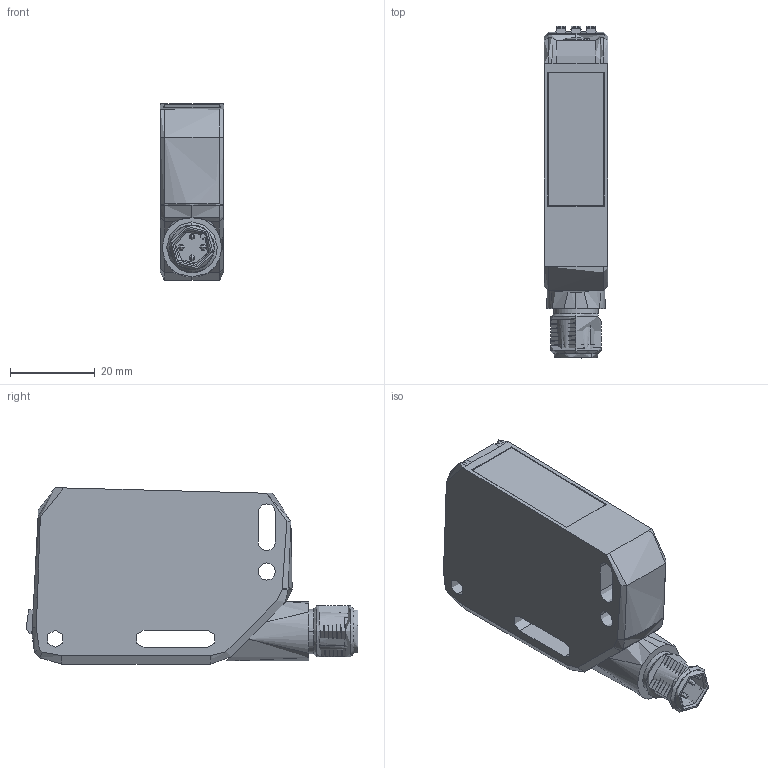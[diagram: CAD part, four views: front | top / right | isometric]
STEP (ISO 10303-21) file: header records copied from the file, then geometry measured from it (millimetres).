
FILE_DESCRIPTION((''),'2;1');
FILE_NAME('DM_CAD-5783','2018-04-20T',('creinig-se'),(''),'PRO/ENGINEER BY PARAMETRIC TECHNOLOGY CORPORATION, 2015440','PRO/ENGINEER BY PARAMETRIC TECHNOLOGY CORPORATION, 2015440','');
FILE_SCHEMA(('CONFIG_CONTROL_DESIGN'));
Length unit declared in the file: millimetre
Products named in the file (1): DM_CAD-5783
Bounding box: 15.1 x 78.51 x 41.71 mm (x, y, z)
Volume: 35581.9 mm3
Topology: 1 solids, 4 shells, 337 faces, 1374 edges, 1351 vertices
Faces by surface type: plane 128, cylinder 85, bspline 64, torus 22, cone 19, sphere 10, extrusion 9
Entity records: 25743 total; most frequent: CARTESIAN_POINT 7722, DIRECTION 1994, PRESENTATION_STYLE_ASSIGNMENT 1928, ORIENTED_EDGE 1826, STYLED_ITEM 1593, CURVE_STYLE 1497, EDGE_CURVE 913, VECTOR 764
